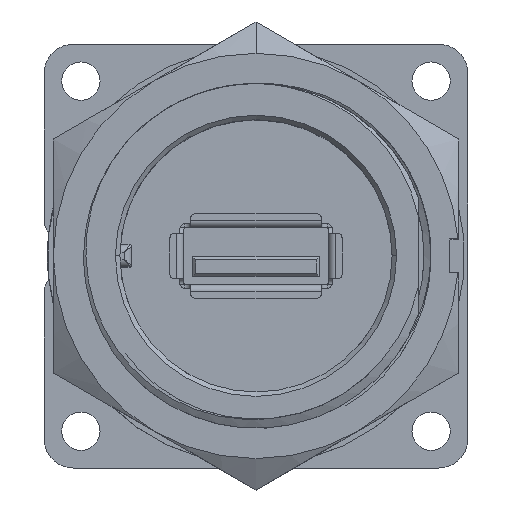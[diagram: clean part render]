
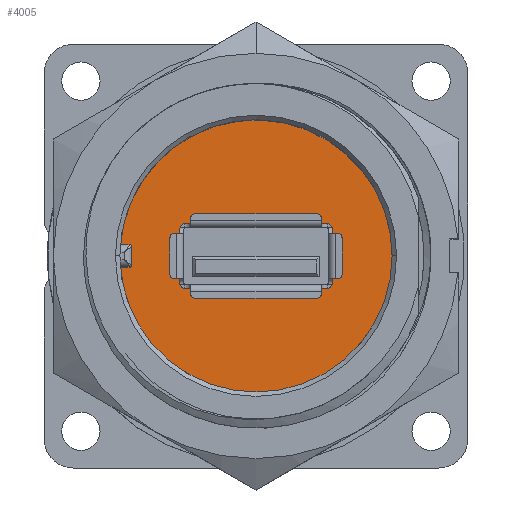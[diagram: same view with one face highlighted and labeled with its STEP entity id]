
A CAD part, top view. The second image highlights one B-rep face of the part: STEP entity #4005.
In plain terms, the highlighted planar face has unit normal (0, 0, 1).
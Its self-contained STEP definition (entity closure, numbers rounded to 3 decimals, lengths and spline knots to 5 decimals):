
#126 = EDGE_LOOP ( 'NONE', ( #5609, #5608, #5610, #5607, #5611, #5612, #5613 ) ) ;
#294 = EDGE_LOOP ( 'NONE', ( #5599, #5601, #5600, #5602, #5603, #5604, #5605, #5606 ) ) ;
#1098 = EDGE_CURVE ( 'NONE', #8227, #8258, #7413, .T. ) ;
#3072 = VERTEX_POINT ( 'NONE', #18867 ) ;
#3073 = VERTEX_POINT ( 'NONE', #18868 ) ;
#3074 = VERTEX_POINT ( 'NONE', #18869 ) ;
#3075 = VERTEX_POINT ( 'NONE', #18870 ) ;
#3076 = VERTEX_POINT ( 'NONE', #18871 ) ;
#3077 = VERTEX_POINT ( 'NONE', #18872 ) ;
#3078 = VERTEX_POINT ( 'NONE', #18873 ) ;
#3079 = VERTEX_POINT ( 'NONE', #18874 ) ;
#3913 = EDGE_CURVE ( 'NONE', #3072, #3074, #7531, .T. ) ;
#3914 = EDGE_CURVE ( 'NONE', #3072, #3073, #22484, .T. ) ;
#3915 = EDGE_CURVE ( 'NONE', #3074, #3075, #22487, .T. ) ;
#3916 = EDGE_CURVE ( 'NONE', #3075, #3076, #7532, .T. ) ;
#3917 = EDGE_CURVE ( 'NONE', #3077, #3076, #22493, .T. ) ;
#3918 = EDGE_CURVE ( 'NONE', #3077, #3078, #7533, .T. ) ;
#3919 = EDGE_CURVE ( 'NONE', #3078, #3079, #22499, .T. ) ;
#3920 = EDGE_CURVE ( 'NONE', #3079, #3073, #7534, .T. ) ;
#4005 = ADVANCED_FACE ( 'NONE', ( #21648, #21647 ), #22807, .T. ) ;
#5599 = ORIENTED_EDGE ( 'NONE', *, *, #3914, .F. ) ;
#5600 = ORIENTED_EDGE ( 'NONE', *, *, #3915, .T. ) ;
#5601 = ORIENTED_EDGE ( 'NONE', *, *, #3913, .T. ) ;
#5602 = ORIENTED_EDGE ( 'NONE', *, *, #3916, .T. ) ;
#5603 = ORIENTED_EDGE ( 'NONE', *, *, #3917, .F. ) ;
#5604 = ORIENTED_EDGE ( 'NONE', *, *, #3918, .T. ) ;
#5605 = ORIENTED_EDGE ( 'NONE', *, *, #3919, .T. ) ;
#5606 = ORIENTED_EDGE ( 'NONE', *, *, #3920, .T. ) ;
#5607 = ORIENTED_EDGE ( 'NONE', *, *, #18397, .F. ) ;
#5608 = ORIENTED_EDGE ( 'NONE', *, *, #1098, .T. ) ;
#5609 = ORIENTED_EDGE ( 'NONE', *, *, #18423, .F. ) ;
#5610 = ORIENTED_EDGE ( 'NONE', *, *, #18396, .T. ) ;
#5611 = ORIENTED_EDGE ( 'NONE', *, *, #18413, .T. ) ;
#5612 = ORIENTED_EDGE ( 'NONE', *, *, #18408, .F. ) ;
#5613 = ORIENTED_EDGE ( 'NONE', *, *, #18442, .T. ) ;
#6492 = VERTEX_POINT ( 'NONE', #23697 ) ;
#6516 = VERTEX_POINT ( 'NONE', #23723 ) ;
#6538 = VERTEX_POINT ( 'NONE', #23747 ) ;
#6539 = VERTEX_POINT ( 'NONE', #23748 ) ;
#6576 = VERTEX_POINT ( 'NONE', #23788 ) ;
#7413 = CIRCLE ( 'NONE', #13359, 0.462 ) ;
#7531 = CIRCLE ( 'NONE', #21432, 0.024 ) ;
#7532 = CIRCLE ( 'NONE', #21440, 0.024 ) ;
#7533 = CIRCLE ( 'NONE', #21444, 0.024 ) ;
#7534 = CIRCLE ( 'NONE', #21442, 0.024 ) ;
#7671 = CIRCLE ( 'NONE', #30319, 0.462 ) ;
#7676 = CIRCLE ( 'NONE', #30326, 0.005 ) ;
#7688 = CIRCLE ( 'NONE', #30359, 0.005 ) ;
#8227 = VERTEX_POINT ( 'NONE', #29618 ) ;
#8258 = VERTEX_POINT ( 'NONE', #29649 ) ;
#13359 = AXIS2_PLACEMENT_3D ( 'NONE', #16423, #16424, #16425 ) ;
#16423 = CARTESIAN_POINT ( 'NONE',  ( 0., 0., -0.11 ) ) ;
#16424 = DIRECTION ( 'NONE',  ( 0., 0., 1. ) ) ;
#16425 = DIRECTION ( 'NONE',  ( 1., 0., 0. ) ) ;
#18396 = EDGE_CURVE ( 'NONE', #8258, #6516, #7671, .T. ) ;
#18397 = EDGE_CURVE ( 'NONE', #6492, #6516, #30012, .T. ) ;
#18408 = EDGE_CURVE ( 'NONE', #6576, #6539, #30046, .T. ) ;
#18413 = EDGE_CURVE ( 'NONE', #6492, #6539, #7676, .T. ) ;
#18423 = EDGE_CURVE ( 'NONE', #8227, #6538, #30119, .T. ) ;
#18442 = EDGE_CURVE ( 'NONE', #6576, #6538, #7688, .T. ) ;
#18867 = CARTESIAN_POINT ( 'NONE',  ( 0.236, 0.111, -0.11 ) ) ;
#18868 = CARTESIAN_POINT ( 'NONE',  ( -0.236, 0.111, -0.11 ) ) ;
#18869 = CARTESIAN_POINT ( 'NONE',  ( 0.26, 0.087, -0.11 ) ) ;
#18870 = CARTESIAN_POINT ( 'NONE',  ( 0.26, -0.087, -0.11 ) ) ;
#18871 = CARTESIAN_POINT ( 'NONE',  ( 0.236, -0.111, -0.11 ) ) ;
#18872 = CARTESIAN_POINT ( 'NONE',  ( -0.236, -0.111, -0.11 ) ) ;
#18873 = CARTESIAN_POINT ( 'NONE',  ( -0.26, -0.087, -0.11 ) ) ;
#18874 = CARTESIAN_POINT ( 'NONE',  ( -0.26, 0.087, -0.11 ) ) ;
#21432 = AXIS2_PLACEMENT_3D ( 'NONE', #22480, #22481, #22482 ) ;
#21440 = AXIS2_PLACEMENT_3D ( 'NONE', #22483, #22490, #22491 ) ;
#21441 = VECTOR ( 'NONE', #22486, 39.37008 ) ;
#21442 = AXIS2_PLACEMENT_3D ( 'NONE', #22498, #22502, #22503 ) ;
#21443 = VECTOR ( 'NONE', #22489, 39.37008 ) ;
#21444 = AXIS2_PLACEMENT_3D ( 'NONE', #22492, #22496, #22497 ) ;
#21445 = VECTOR ( 'NONE', #22495, 39.37008 ) ;
#21447 = VECTOR ( 'NONE', #22501, 39.37008 ) ;
#21647 = FACE_OUTER_BOUND ( 'NONE', #126, .T. ) ;
#21648 = FACE_BOUND ( 'NONE', #294, .T. ) ;
#21654 = AXIS2_PLACEMENT_3D ( 'NONE', #22808, #22809, #22810 ) ;
#22480 = CARTESIAN_POINT ( 'NONE',  ( 0.236, 0.087, -0.11 ) ) ;
#22481 = DIRECTION ( 'NONE',  ( 0., 0., -1. ) ) ;
#22482 = DIRECTION ( 'NONE',  ( 1., 0., 0. ) ) ;
#22483 = CARTESIAN_POINT ( 'NONE',  ( 0.236, -0.087, -0.11 ) ) ;
#22484 = LINE ( 'NONE', #22485, #21441 ) ;
#22485 = CARTESIAN_POINT ( 'NONE',  ( -0.24, 0.111, -0.11 ) ) ;
#22486 = DIRECTION ( 'NONE',  ( -1., 0., 0. ) ) ;
#22487 = LINE ( 'NONE', #22488, #21443 ) ;
#22488 = CARTESIAN_POINT ( 'NONE',  ( 0.26, 0.111, -0.11 ) ) ;
#22489 = DIRECTION ( 'NONE',  ( 0., -1., 0. ) ) ;
#22490 = DIRECTION ( 'NONE',  ( 0., 0., -1. ) ) ;
#22491 = DIRECTION ( 'NONE',  ( 1., 0., 0. ) ) ;
#22492 = CARTESIAN_POINT ( 'NONE',  ( -0.236, -0.087, -0.11 ) ) ;
#22493 = LINE ( 'NONE', #22494, #21445 ) ;
#22494 = CARTESIAN_POINT ( 'NONE',  ( -0.24, -0.111, -0.11 ) ) ;
#22495 = DIRECTION ( 'NONE',  ( 1., 0., 0. ) ) ;
#22496 = DIRECTION ( 'NONE',  ( 0., 0., -1. ) ) ;
#22497 = DIRECTION ( 'NONE',  ( 1., 0., 0. ) ) ;
#22498 = CARTESIAN_POINT ( 'NONE',  ( -0.236, 0.087, -0.11 ) ) ;
#22499 = LINE ( 'NONE', #22500, #21447 ) ;
#22500 = CARTESIAN_POINT ( 'NONE',  ( -0.26, 0.111, -0.11 ) ) ;
#22501 = DIRECTION ( 'NONE',  ( 0., 1., 0. ) ) ;
#22502 = DIRECTION ( 'NONE',  ( 0., 0., -1. ) ) ;
#22503 = DIRECTION ( 'NONE',  ( 1., 0., 0. ) ) ;
#22807 = PLANE ( 'NONE',  #21654 ) ;
#22808 = CARTESIAN_POINT ( 'NONE',  ( 0., 0., -0.11 ) ) ;
#22809 = DIRECTION ( 'NONE',  ( 0., 0., 1. ) ) ;
#22810 = DIRECTION ( 'NONE',  ( 1., 0., 0. ) ) ;
#23697 = CARTESIAN_POINT ( 'NONE',  ( -0.427, 0.0375, -0.11 ) ) ;
#23723 = CARTESIAN_POINT ( 'NONE',  ( -0.46048, 0.0375, -0.11 ) ) ;
#23747 = CARTESIAN_POINT ( 'NONE',  ( -0.427, -0.0375, -0.11 ) ) ;
#23748 = CARTESIAN_POINT ( 'NONE',  ( -0.422, 0.0325, -0.11 ) ) ;
#23788 = CARTESIAN_POINT ( 'NONE',  ( -0.422, -0.0325, -0.11 ) ) ;
#29618 = CARTESIAN_POINT ( 'NONE',  ( -0.46048, -0.0375, -0.11 ) ) ;
#29649 = CARTESIAN_POINT ( 'NONE',  ( 0.462, 0., -0.11 ) ) ;
#30008 = CARTESIAN_POINT ( 'NONE',  ( 0., 0., -0.11 ) ) ;
#30009 = DIRECTION ( 'NONE',  ( 0., 0., 1. ) ) ;
#30010 = DIRECTION ( 'NONE',  ( 1., 0., 0. ) ) ;
#30012 = LINE ( 'NONE', #30013, #30324 ) ;
#30013 = CARTESIAN_POINT ( 'NONE',  ( -0.46048, 0.0375, -0.11 ) ) ;
#30014 = DIRECTION ( 'NONE',  ( -1., 0., 0. ) ) ;
#30046 = LINE ( 'NONE', #30047, #30332 ) ;
#30047 = CARTESIAN_POINT ( 'NONE',  ( -0.422, 0.0375, -0.11 ) ) ;
#30048 = DIRECTION ( 'NONE',  ( 0., 1., 0. ) ) ;
#30062 = CARTESIAN_POINT ( 'NONE',  ( -0.427, 0.0325, -0.11 ) ) ;
#30063 = DIRECTION ( 'NONE',  ( 0., 0., -1. ) ) ;
#30064 = DIRECTION ( 'NONE',  ( 1., 0., 0. ) ) ;
#30119 = LINE ( 'NONE', #30120, #30347 ) ;
#30120 = CARTESIAN_POINT ( 'NONE',  ( -0.422, -0.0375, -0.11 ) ) ;
#30121 = DIRECTION ( 'NONE',  ( 1., 0., 0. ) ) ;
#30160 = CARTESIAN_POINT ( 'NONE',  ( -0.427, -0.0325, -0.11 ) ) ;
#30176 = DIRECTION ( 'NONE',  ( 0., 0., -1. ) ) ;
#30177 = DIRECTION ( 'NONE',  ( 1., 0., 0. ) ) ;
#30319 = AXIS2_PLACEMENT_3D ( 'NONE', #30008, #30009, #30010 ) ;
#30324 = VECTOR ( 'NONE', #30014, 39.37008 ) ;
#30326 = AXIS2_PLACEMENT_3D ( 'NONE', #30062, #30063, #30064 ) ;
#30332 = VECTOR ( 'NONE', #30048, 39.37008 ) ;
#30347 = VECTOR ( 'NONE', #30121, 39.37008 ) ;
#30359 = AXIS2_PLACEMENT_3D ( 'NONE', #30160, #30176, #30177 ) ;
